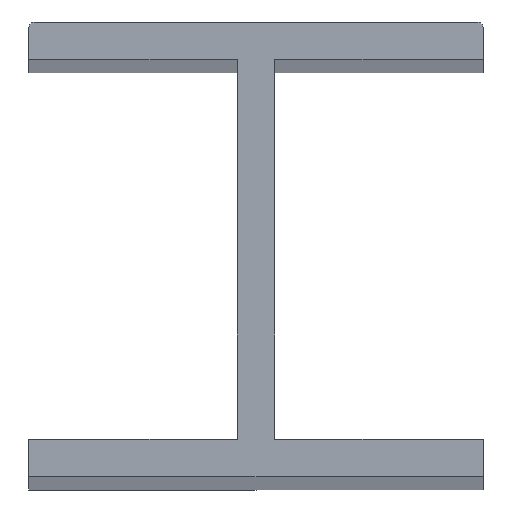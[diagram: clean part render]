
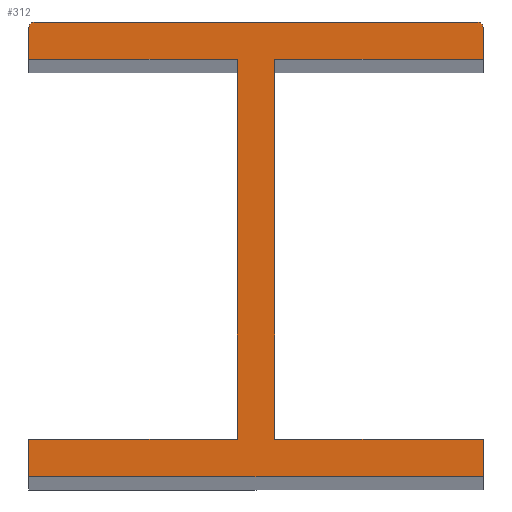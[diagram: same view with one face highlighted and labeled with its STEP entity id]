
A CAD part, top view. The second image highlights one B-rep face of the part: STEP entity #312.
In plain terms, the highlighted planar face has unit normal (0, 0, 1).
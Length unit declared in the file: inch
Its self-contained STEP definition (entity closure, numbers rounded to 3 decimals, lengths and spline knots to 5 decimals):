
#28=PLANE('',#352);
#44=FACE_OUTER_BOUND('',#60,.T.);
#60=EDGE_LOOP('',(#281,#282,#283,#284,#285,#286,#287,#288,#289,#290,#291,
#292,#293,#294));
#75=LINE('',#471,#113);
#78=LINE('',#479,#116);
#80=LINE('',#483,#118);
#82=LINE('',#487,#120);
#84=LINE('',#491,#122);
#86=LINE('',#495,#124);
#88=LINE('',#499,#126);
#90=LINE('',#503,#128);
#92=LINE('',#507,#130);
#94=LINE('',#511,#132);
#96=LINE('',#515,#134);
#98=LINE('',#518,#136);
#113=VECTOR('',#381,0.3937);
#116=VECTOR('',#390,0.3937);
#118=VECTOR('',#394,0.3937);
#120=VECTOR('',#398,0.3937);
#122=VECTOR('',#402,0.3937);
#124=VECTOR('',#406,0.3937);
#126=VECTOR('',#410,0.3937);
#128=VECTOR('',#414,0.3937);
#130=VECTOR('',#418,0.3937);
#132=VECTOR('',#422,0.3937);
#134=VECTOR('',#426,0.3937);
#136=VECTOR('',#430,0.3937);
#137=CIRCLE('',#334,0.06);
#140=CIRCLE('',#340,0.06);
#141=VERTEX_POINT('',#435);
#142=VERTEX_POINT('',#436);
#157=VERTEX_POINT('',#470);
#158=VERTEX_POINT('',#474);
#159=VERTEX_POINT('',#478);
#160=VERTEX_POINT('',#482);
#161=VERTEX_POINT('',#486);
#162=VERTEX_POINT('',#490);
#163=VERTEX_POINT('',#494);
#164=VERTEX_POINT('',#498);
#165=VERTEX_POINT('',#502);
#166=VERTEX_POINT('',#506);
#167=VERTEX_POINT('',#510);
#168=VERTEX_POINT('',#514);
#169=EDGE_CURVE('',#141,#142,#137,.T.);
#186=EDGE_CURVE('',#157,#142,#75,.T.);
#188=EDGE_CURVE('',#157,#158,#140,.T.);
#190=EDGE_CURVE('',#159,#158,#78,.T.);
#192=EDGE_CURVE('',#160,#159,#80,.T.);
#194=EDGE_CURVE('',#161,#160,#82,.T.);
#196=EDGE_CURVE('',#162,#161,#84,.T.);
#198=EDGE_CURVE('',#163,#162,#86,.T.);
#200=EDGE_CURVE('',#164,#163,#88,.T.);
#202=EDGE_CURVE('',#165,#164,#90,.T.);
#204=EDGE_CURVE('',#166,#165,#92,.T.);
#206=EDGE_CURVE('',#167,#166,#94,.T.);
#208=EDGE_CURVE('',#168,#167,#96,.T.);
#210=EDGE_CURVE('',#141,#168,#98,.T.);
#281=ORIENTED_EDGE('',*,*,#169,.F.);
#282=ORIENTED_EDGE('',*,*,#210,.T.);
#283=ORIENTED_EDGE('',*,*,#208,.T.);
#284=ORIENTED_EDGE('',*,*,#206,.T.);
#285=ORIENTED_EDGE('',*,*,#204,.T.);
#286=ORIENTED_EDGE('',*,*,#202,.T.);
#287=ORIENTED_EDGE('',*,*,#200,.T.);
#288=ORIENTED_EDGE('',*,*,#198,.T.);
#289=ORIENTED_EDGE('',*,*,#196,.T.);
#290=ORIENTED_EDGE('',*,*,#194,.T.);
#291=ORIENTED_EDGE('',*,*,#192,.T.);
#292=ORIENTED_EDGE('',*,*,#190,.T.);
#293=ORIENTED_EDGE('',*,*,#188,.F.);
#294=ORIENTED_EDGE('',*,*,#186,.T.);
#312=ADVANCED_FACE('',(#44),#28,.T.);
#334=AXIS2_PLACEMENT_3D('',#437,#357,#358);
#340=AXIS2_PLACEMENT_3D('',#475,#385,#386);
#352=AXIS2_PLACEMENT_3D('',#519,#431,#432);
#357=DIRECTION('center_axis',(0.,0.,-1.));
#358=DIRECTION('ref_axis',(-0.707,0.707,0.));
#381=DIRECTION('',(-1.,0.,0.));
#385=DIRECTION('center_axis',(0.,0.,-1.));
#386=DIRECTION('ref_axis',(0.707,0.707,0.));
#390=DIRECTION('',(0.,1.,0.));
#394=DIRECTION('',(1.,0.,0.));
#398=DIRECTION('',(0.,1.,0.));
#402=DIRECTION('',(-1.,0.,0.));
#406=DIRECTION('',(0.,1.,0.));
#410=DIRECTION('',(1.,0.,0.));
#414=DIRECTION('',(0.,-1.,0.));
#418=DIRECTION('',(-1.,0.,0.));
#422=DIRECTION('',(0.,-1.,0.));
#426=DIRECTION('',(1.,0.,0.));
#430=DIRECTION('',(0.,-1.,0.));
#431=DIRECTION('center_axis',(0.,0.,1.));
#432=DIRECTION('ref_axis',(1.,0.,0.));
#435=CARTESIAN_POINT('',(-2.5,4.94,42.));
#436=CARTESIAN_POINT('',(-2.44,5.,42.));
#437=CARTESIAN_POINT('Origin',(-2.44,4.94,42.));
#470=CARTESIAN_POINT('',(2.44,5.,42.));
#471=CARTESIAN_POINT('',(-2.5,5.,42.));
#474=CARTESIAN_POINT('',(2.5,4.94,42.));
#475=CARTESIAN_POINT('Origin',(2.44,4.94,42.));
#478=CARTESIAN_POINT('',(2.5,4.588,42.));
#479=CARTESIAN_POINT('',(2.5,5.,42.));
#482=CARTESIAN_POINT('',(0.20625,4.588,42.));
#483=CARTESIAN_POINT('',(2.5,4.588,42.));
#486=CARTESIAN_POINT('',(0.20625,0.412,42.));
#487=CARTESIAN_POINT('',(0.20625,4.588,42.));
#490=CARTESIAN_POINT('',(2.5,0.412,42.));
#491=CARTESIAN_POINT('',(0.20625,0.412,42.));
#494=CARTESIAN_POINT('',(2.5,0.,42.));
#495=CARTESIAN_POINT('',(2.5,0.412,42.));
#498=CARTESIAN_POINT('',(-2.5,0.,42.));
#499=CARTESIAN_POINT('',(2.5,0.,42.));
#502=CARTESIAN_POINT('',(-2.5,0.412,42.));
#503=CARTESIAN_POINT('',(-2.5,0.,42.));
#506=CARTESIAN_POINT('',(-0.20625,0.412,42.));
#507=CARTESIAN_POINT('',(-2.5,0.412,42.));
#510=CARTESIAN_POINT('',(-0.20625,4.588,42.));
#511=CARTESIAN_POINT('',(-0.20625,0.412,42.));
#514=CARTESIAN_POINT('',(-2.5,4.588,42.));
#515=CARTESIAN_POINT('',(-0.20625,4.588,42.));
#518=CARTESIAN_POINT('',(-2.5,4.588,42.));
#519=CARTESIAN_POINT('Origin',(0.,2.5,42.));
